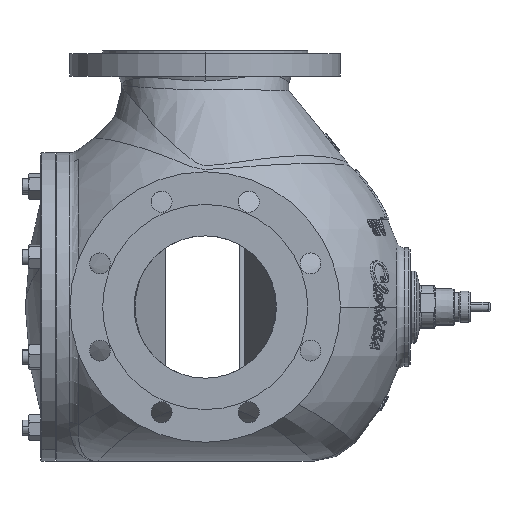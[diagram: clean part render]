
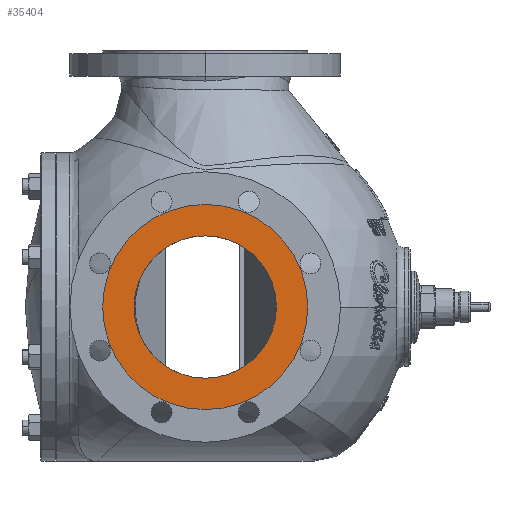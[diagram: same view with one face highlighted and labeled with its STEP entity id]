
A CAD part, left-side view. The second image highlights one B-rep face of the part: STEP entity #35404.
In plain terms, the highlighted planar face has unit normal (-1, 0, 0).
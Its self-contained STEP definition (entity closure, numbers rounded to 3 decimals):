
#3309 = VERTEX_POINT ( 'NONE', #42759 ) ;
#8689 = EDGE_LOOP ( 'NONE', ( #53795, #79758 ) ) ;
#10571 = ORIENTED_EDGE ( 'NONE', *, *, #33511, .T. ) ;
#15043 = AXIS2_PLACEMENT_3D ( 'NONE', #23278, #75736, #30800 ) ;
#20435 = CIRCLE ( 'NONE', #42803, 108.055 ) ;
#21192 = CARTESIAN_POINT ( 'NONE',  ( -240., 0., 0. ) ) ;
#21663 = CARTESIAN_POINT ( 'NONE',  ( -240., 0., 0. ) ) ;
#23278 = CARTESIAN_POINT ( 'NONE',  ( -240., 0., 0. ) ) ;
#23624 = EDGE_CURVE ( 'NONE', #92768, #71080, #31163, .T. ) ;
#28731 = DIRECTION ( 'NONE',  ( 0., 0., -1. ) ) ;
#29211 = DIRECTION ( 'NONE',  ( 0., 0., 1. ) ) ;
#30800 = DIRECTION ( 'NONE',  ( 0., 0., -1. ) ) ;
#31163 = CIRCLE ( 'NONE', #93764, 75. ) ;
#32565 = DIRECTION ( 'NONE',  ( -1., 0., 0. ) ) ;
#33511 = EDGE_CURVE ( 'NONE', #3309, #84987, #76367, .T. ) ;
#35404 = ADVANCED_FACE ( 'NONE', ( #71605, #74003 ), #38044, .F. ) ;
#35769 = DIRECTION ( 'NONE',  ( 1., 0., 0. ) ) ;
#38044 = PLANE ( 'NONE',  #15043 ) ;
#42759 = CARTESIAN_POINT ( 'NONE',  ( -240., 0., -108.055 ) ) ;
#42803 = AXIS2_PLACEMENT_3D ( 'NONE', #77504, #32565, #85058 ) ;
#49556 = AXIS2_PLACEMENT_3D ( 'NONE', #21663, #74166, #29211 ) ;
#53795 = ORIENTED_EDGE ( 'NONE', *, *, #23624, .T. ) ;
#56896 = CIRCLE ( 'NONE', #64805, 75. ) ;
#59960 = ORIENTED_EDGE ( 'NONE', *, *, #76984, .T. ) ;
#64805 = AXIS2_PLACEMENT_3D ( 'NONE', #21192, #73686, #28731 ) ;
#71080 = VERTEX_POINT ( 'NONE', #83473 ) ;
#71605 = FACE_BOUND ( 'NONE', #8689, .T. ) ;
#73006 = EDGE_LOOP ( 'NONE', ( #59960, #10571 ) ) ;
#73686 = DIRECTION ( 'NONE',  ( 1., 0., 0. ) ) ;
#74003 = FACE_OUTER_BOUND ( 'NONE', #73006, .T. ) ;
#74166 = DIRECTION ( 'NONE',  ( -1., 0., 0. ) ) ;
#75736 = DIRECTION ( 'NONE',  ( 1., 0., 0. ) ) ;
#76367 = CIRCLE ( 'NONE', #49556, 108.055 ) ;
#76781 = EDGE_CURVE ( 'NONE', #71080, #92768, #56896, .T. ) ;
#76984 = EDGE_CURVE ( 'NONE', #84987, #3309, #20435, .T. ) ;
#77504 = CARTESIAN_POINT ( 'NONE',  ( -240., 0., 0. ) ) ;
#79758 = ORIENTED_EDGE ( 'NONE', *, *, #76781, .T. ) ;
#80725 = CARTESIAN_POINT ( 'NONE',  ( -240., 0., 0. ) ) ;
#83079 = CARTESIAN_POINT ( 'NONE',  ( -240., 0., 75. ) ) ;
#83473 = CARTESIAN_POINT ( 'NONE',  ( -240., 0., -75. ) ) ;
#84987 = VERTEX_POINT ( 'NONE', #87056 ) ;
#85058 = DIRECTION ( 'NONE',  ( 0., 0., 1. ) ) ;
#87056 = CARTESIAN_POINT ( 'NONE',  ( -240., 0., 108.055 ) ) ;
#88267 = DIRECTION ( 'NONE',  ( 0., 0., -1. ) ) ;
#92768 = VERTEX_POINT ( 'NONE', #83079 ) ;
#93764 = AXIS2_PLACEMENT_3D ( 'NONE', #80725, #35769, #88267 ) ;
